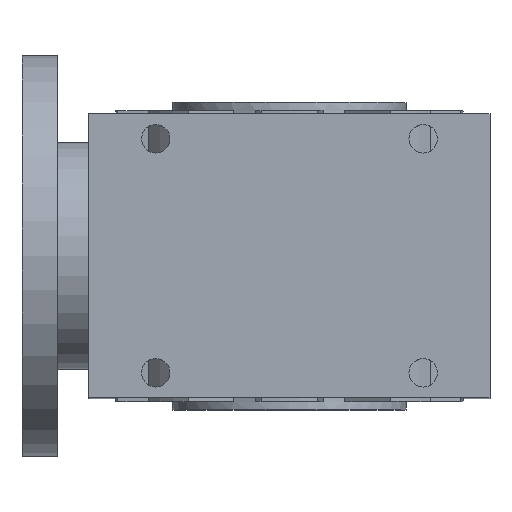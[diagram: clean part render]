
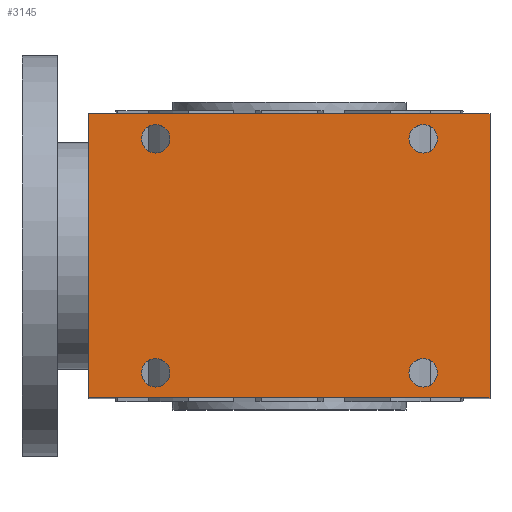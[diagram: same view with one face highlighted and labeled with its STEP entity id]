
A CAD part, top view. The second image highlights one B-rep face of the part: STEP entity #3145.
In plain terms, the highlighted planar face has unit normal (0, 0, 1).
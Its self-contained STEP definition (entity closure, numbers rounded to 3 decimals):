
#56=FACE_BOUND('',#520,.T.);
#57=FACE_BOUND('',#521,.T.);
#58=FACE_BOUND('',#522,.T.);
#59=FACE_BOUND('',#523,.T.);
#162=PLANE('',#3472);
#323=FACE_OUTER_BOUND('',#519,.T.);
#519=EDGE_LOOP('',(#2826,#2827,#2828,#2829,#2830));
#520=EDGE_LOOP('',(#2831));
#521=EDGE_LOOP('',(#2832));
#522=EDGE_LOOP('',(#2833));
#523=EDGE_LOOP('',(#2834));
#560=LINE('',#4477,#864);
#571=LINE('',#4502,#875);
#767=LINE('',#5065,#1071);
#797=LINE('',#5182,#1101);
#799=LINE('',#5184,#1103);
#864=VECTOR('',#3537,10.);
#875=VECTOR('',#3554,10.);
#1071=VECTOR('',#4092,10.);
#1101=VECTOR('',#4238,10.);
#1103=VECTOR('',#4240,10.);
#1273=CIRCLE('',#3451,4.25);
#1275=CIRCLE('',#3454,4.25);
#1277=CIRCLE('',#3457,4.25);
#1279=CIRCLE('',#3460,4.25);
#1313=VERTEX_POINT('',#4474);
#1314=VERTEX_POINT('',#4476);
#1325=VERTEX_POINT('',#4500);
#1521=VERTEX_POINT('',#5063);
#1550=VERTEX_POINT('',#5180);
#1569=VERTEX_POINT('',#5257);
#1571=VERTEX_POINT('',#5263);
#1573=VERTEX_POINT('',#5269);
#1575=VERTEX_POINT('',#5275);
#1620=EDGE_CURVE('',#1313,#1314,#560,.T.);
#1633=EDGE_CURVE('',#1313,#1325,#571,.T.);
#1909=EDGE_CURVE('',#1521,#1325,#767,.T.);
#1973=EDGE_CURVE('',#1550,#1521,#797,.T.);
#1975=EDGE_CURVE('',#1314,#1550,#799,.T.);
#2009=EDGE_CURVE('',#1569,#1569,#1273,.T.);
#2012=EDGE_CURVE('',#1571,#1571,#1275,.T.);
#2015=EDGE_CURVE('',#1573,#1573,#1277,.T.);
#2018=EDGE_CURVE('',#1575,#1575,#1279,.T.);
#2826=ORIENTED_EDGE('',*,*,#1633,.T.);
#2827=ORIENTED_EDGE('',*,*,#1909,.F.);
#2828=ORIENTED_EDGE('',*,*,#1973,.F.);
#2829=ORIENTED_EDGE('',*,*,#1975,.F.);
#2830=ORIENTED_EDGE('',*,*,#1620,.F.);
#2831=ORIENTED_EDGE('',*,*,#2009,.T.);
#2832=ORIENTED_EDGE('',*,*,#2012,.T.);
#2833=ORIENTED_EDGE('',*,*,#2015,.T.);
#2834=ORIENTED_EDGE('',*,*,#2018,.T.);
#3145=ADVANCED_FACE('',(#323,#56,#57,#58,#59),#162,.T.);
#3451=AXIS2_PLACEMENT_3D('',#5258,#4330,#4331);
#3454=AXIS2_PLACEMENT_3D('',#5264,#4337,#4338);
#3457=AXIS2_PLACEMENT_3D('',#5270,#4344,#4345);
#3460=AXIS2_PLACEMENT_3D('',#5276,#4351,#4352);
#3472=AXIS2_PLACEMENT_3D('',#5308,#4386,#4387);
#3537=DIRECTION('',(-1.,0.,0.));
#3554=DIRECTION('',(0.,1.,0.));
#4092=DIRECTION('',(1.,0.,0.));
#4238=DIRECTION('',(0.,1.,0.));
#4240=DIRECTION('',(0.,1.,0.));
#4330=DIRECTION('center_axis',(0.,0.,-1.));
#4331=DIRECTION('ref_axis',(1.,0.,0.));
#4337=DIRECTION('center_axis',(0.,0.,-1.));
#4338=DIRECTION('ref_axis',(1.,0.,0.));
#4344=DIRECTION('center_axis',(0.,0.,-1.));
#4345=DIRECTION('ref_axis',(1.,0.,0.));
#4351=DIRECTION('center_axis',(0.,0.,-1.));
#4352=DIRECTION('ref_axis',(1.,0.,0.));
#4386=DIRECTION('center_axis',(0.,0.,1.));
#4387=DIRECTION('ref_axis',(1.,0.,0.));
#4474=CARTESIAN_POINT('',(60.,-42.5,84.));
#4476=CARTESIAN_POINT('',(-60.,-42.5,84.));
#4477=CARTESIAN_POINT('',(-60.,-42.5,84.));
#4500=CARTESIAN_POINT('',(60.,42.5,84.));
#4502=CARTESIAN_POINT('',(60.,0.,84.));
#5063=CARTESIAN_POINT('',(-60.,42.5,84.));
#5065=CARTESIAN_POINT('',(-60.,42.5,84.));
#5180=CARTESIAN_POINT('',(-60.,0.,84.));
#5182=CARTESIAN_POINT('',(-60.,0.,84.));
#5184=CARTESIAN_POINT('',(-60.,0.,84.));
#5257=CARTESIAN_POINT('',(35.75,35.,84.));
#5258=CARTESIAN_POINT('Origin',(40.,35.,84.));
#5263=CARTESIAN_POINT('',(-44.25,-35.,84.));
#5264=CARTESIAN_POINT('Origin',(-40.,-35.,84.));
#5269=CARTESIAN_POINT('',(-44.25,35.,84.));
#5270=CARTESIAN_POINT('Origin',(-40.,35.,84.));
#5275=CARTESIAN_POINT('',(35.75,-35.,84.));
#5276=CARTESIAN_POINT('Origin',(40.,-35.,84.));
#5308=CARTESIAN_POINT('Origin',(-60.,0.,84.));
